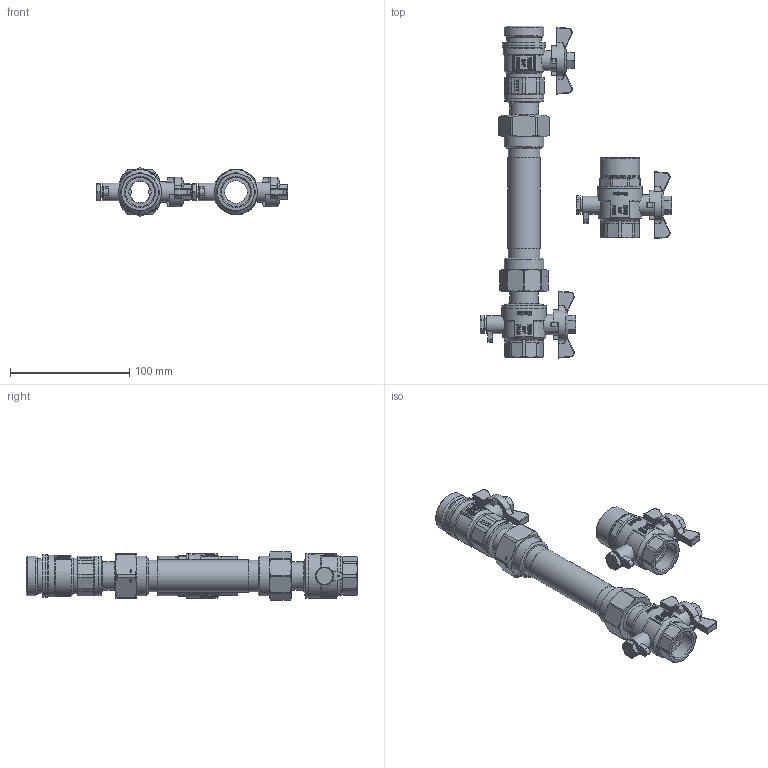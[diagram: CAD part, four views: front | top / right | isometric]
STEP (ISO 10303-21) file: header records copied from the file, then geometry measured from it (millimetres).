
FILE_DESCRIPTION(/* description */ ('Unknown'),/* implementation_level */ '2;1');
FILE_NAME(/* name */ '80160032',/* time_stamp */ '2023-07-10T13:43:44+02:00',/* author */ ('Unknown'),/* organization */ ('Unknown'),/* preprocessor_version */ 'ST-DEVELOPER v18.102',/* originating_system */ 'Solid Edge',/* authorisation */ 'Unknown');
FILE_SCHEMA (('AUTOMOTIVE_DESIGN {1 0 10303 214 3 1 1}'));
Length unit declared in the file: millimetre
Products named in the file (36): 80160032; 98708712-3_4x110; 98000728-56_IG3_4 x AG1; 722-56; B1; F-griff; M8-1_2-3_4; Kvrper-co; Kvrper; Kugel; Kugeldichtung.1; Schtaube; Spindel-co; Stopfbuchse; Spindel; Spindeldichtung; 722-56-Verschr-co; Überwurfmutter_1; Sperring; Einschraubteil; Dichtung; 725-56; _berwurfmutter_0; St_tze_0; O-Ring_0; Dichtung_0; StoppRing_0; Speerring_0; 707-56; Fl_gelgriff; Flügelgriff 1_4 - 3_4; 600-1_2-Mutter-Fl-G; 707-05-Kvrper; 711_56; 711-56-Einschraubteil
Assembly tree (40 placements, depth 4):
  80160032
    98708712-3_4x110
    98000728-56_IG3_4 x AG1  x2
    722-56
      B1
        F-griff
        M8-1_2-3_4
      Kvrper-co
        Kvrper
        Kugel
        Kugeldichtung.1  x2
        Schtaube
      Spindel-co
        Stopfbuchse
        Spindel
        Spindeldichtung
      722-56-Verschr-co
        Überwurfmutter_1
        Sperring
        Einschraubteil
        Dichtung
    725-56
      _berwurfmutter_0
      St_tze_0
      O-Ring_0
      Dichtung_0
      StoppRing_0
      Speerring_0
    707-56
      Fl_gelgriff
        Flügelgriff 1_4 - 3_4
        600-1_2-Mutter-Fl-G
      Einschraubteil
      707-05-Kvrper
    711_56
      B1
        F-griff
        M8-1_2-3_4
      711-56-Einschraubteil
      Kvrper-co
        Kvrper
        Kugel
        Kugeldichtung.1  x2
        Schtaube
      Spindel-co
        Stopfbuchse
        Spindel
        Spindeldichtung
Bounding box: 160.6 x 278 x 40.8 mm (x, y, z)
Volume: 192308.1 mm3; surface area: 127930.2 mm2
Topology: 38 solids, 38 shells, 3410 faces, 9366 edges, 6187 vertices
Faces by surface type: plane 2674, cylinder 431, cone 214, bspline 48, sphere 30, torus 13
Full cylindrical faces by diameter (mm): 1.5 x4, 5 x2, 5.9 x2, 6.7 x2, 6.75 x3, 8.7 x1, 8.92 x2, 9 x8, 9.1 x2, 10 x2, 10.5 x2, 11 x3, 12 x2, 12.4 x2, 12.5 x2, 12.647 x1, 14 x2, 15 x2, 16 x5, 17 x3, 18.5 x3, 18.9 x1, 19 x12, 20 x2, 22 x2, 23 x1, 24 x4, 24.117 x5, 26 x2, 26.4 x1
Entity records: 86689 total; most frequent: CARTESIAN_POINT 22322, DIRECTION 13045, ORIENTED_EDGE 11686, EDGE_CURVE 5843, AXIS2_PLACEMENT_3D 5325, VERTEX_POINT 3968, FACE_BOUND 2567, EDGE_LOOP 2565
